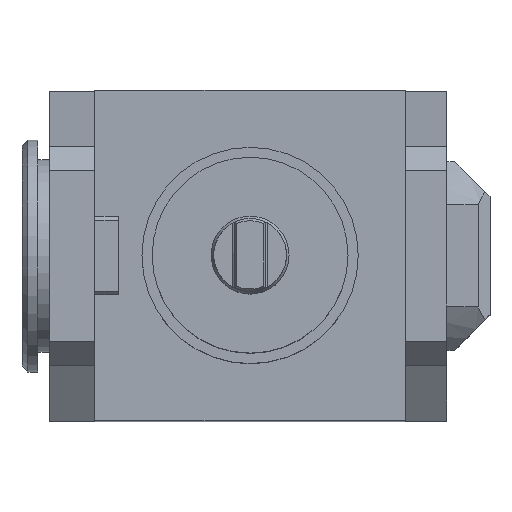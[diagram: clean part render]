
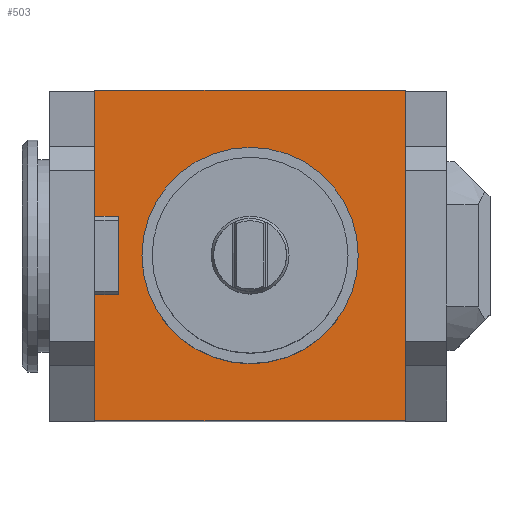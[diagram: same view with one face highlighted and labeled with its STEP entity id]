
A CAD part, top view. The second image highlights one B-rep face of the part: STEP entity #503.
In plain terms, the highlighted planar face has unit normal (0, 0, 1).
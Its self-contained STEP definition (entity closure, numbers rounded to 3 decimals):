
#143=LINE('',#2512,#285);
#149=LINE('',#2525,#291);
#159=LINE('',#2545,#301);
#192=LINE('',#2638,#334);
#195=LINE('',#2644,#337);
#203=LINE('',#2658,#345);
#204=LINE('',#2660,#346);
#205=LINE('',#2661,#347);
#285=VECTOR('',#1847,1.);
#291=VECTOR('',#1855,1.);
#301=VECTOR('',#1873,1.);
#334=VECTOR('',#1956,1.);
#337=VECTOR('',#1961,1.);
#345=VECTOR('',#1975,1.);
#346=VECTOR('',#1978,1.);
#347=VECTOR('',#1979,1.);
#428=PLANE('',#1673);
#503=ADVANCED_FACE('',(#634,#635),#428,.T.);
#585=CIRCLE('',#1672,27.5);
#634=FACE_BOUND('',#734,.T.);
#635=FACE_BOUND('',#735,.T.);
#734=EDGE_LOOP('',(#1010,#1011,#1012,#1013,#1014,#1015,#1016,#1017));
#735=EDGE_LOOP('',(#1018));
#1010=ORIENTED_EDGE('',*,*,#1436,.F.);
#1011=ORIENTED_EDGE('',*,*,#1489,.F.);
#1012=ORIENTED_EDGE('',*,*,#1477,.T.);
#1013=ORIENTED_EDGE('',*,*,#1488,.T.);
#1014=ORIENTED_EDGE('',*,*,#1480,.F.);
#1015=ORIENTED_EDGE('',*,*,#1490,.F.);
#1016=ORIENTED_EDGE('',*,*,#1426,.F.);
#1017=ORIENTED_EDGE('',*,*,#1420,.T.);
#1018=ORIENTED_EDGE('',*,*,#1491,.T.);
#1258=VERTEX_POINT('',#2513);
#1259=VERTEX_POINT('',#2514);
#1264=VERTEX_POINT('',#2526);
#1269=VERTEX_POINT('',#2544);
#1304=VERTEX_POINT('',#2637);
#1305=VERTEX_POINT('',#2639);
#1306=VERTEX_POINT('',#2643);
#1307=VERTEX_POINT('',#2645);
#1310=VERTEX_POINT('',#2663);
#1420=EDGE_CURVE('',#1258,#1259,#143,.T.);
#1426=EDGE_CURVE('',#1258,#1264,#149,.T.);
#1436=EDGE_CURVE('',#1269,#1259,#159,.T.);
#1477=EDGE_CURVE('',#1305,#1304,#192,.T.);
#1480=EDGE_CURVE('',#1306,#1307,#195,.T.);
#1488=EDGE_CURVE('',#1304,#1307,#203,.T.);
#1489=EDGE_CURVE('',#1305,#1269,#204,.T.);
#1490=EDGE_CURVE('',#1264,#1306,#205,.T.);
#1491=EDGE_CURVE('',#1310,#1310,#585,.T.);
#1672=AXIS2_PLACEMENT_3D('',#2662,#1980,#1981);
#1673=AXIS2_PLACEMENT_3D('',#2664,#1982,#1983);
#1847=DIRECTION('',(0.,-1.,0.));
#1855=DIRECTION('',(-1.,0.,0.));
#1873=DIRECTION('',(1.,0.,0.));
#1956=DIRECTION('',(1.,0.,0.));
#1961=DIRECTION('',(1.,0.,0.));
#1975=DIRECTION('',(0.,1.,0.));
#1978=DIRECTION('',(0.,1.,0.));
#1979=DIRECTION('',(0.,1.,0.));
#1980=DIRECTION('',(0.,0.,-1.));
#1981=DIRECTION('',(-1.,0.,0.));
#1982=DIRECTION('',(0.,0.,1.));
#1983=DIRECTION('',(1.,0.,0.));
#2512=CARTESIAN_POINT('',(-33.5,-42.,0.));
#2513=CARTESIAN_POINT('',(-33.5,10.,0.));
#2514=CARTESIAN_POINT('',(-33.5,-10.,0.));
#2525=CARTESIAN_POINT('',(-39.5,10.,0.));
#2526=CARTESIAN_POINT('',(-39.5,10.,0.));
#2544=CARTESIAN_POINT('',(-39.5,-10.,0.));
#2545=CARTESIAN_POINT('',(-39.5,-10.,0.));
#2637=CARTESIAN_POINT('',(39.5,-42.,0.));
#2638=CARTESIAN_POINT('',(-39.5,-42.,0.));
#2639=CARTESIAN_POINT('',(-39.5,-42.,0.));
#2643=CARTESIAN_POINT('',(-39.5,42.,0.));
#2644=CARTESIAN_POINT('',(-39.5,42.,0.));
#2645=CARTESIAN_POINT('',(39.5,42.,0.));
#2658=CARTESIAN_POINT('',(39.5,-42.,0.));
#2660=CARTESIAN_POINT('',(-39.5,-42.,0.));
#2661=CARTESIAN_POINT('',(-39.5,-42.,0.));
#2662=CARTESIAN_POINT('',(0.,0.,0.));
#2663=CARTESIAN_POINT('',(-27.5,0.,0.));
#2664=CARTESIAN_POINT('',(-39.5,-42.,0.));
